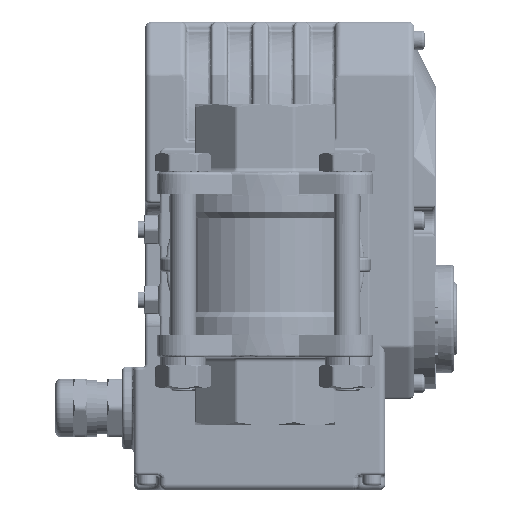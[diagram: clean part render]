
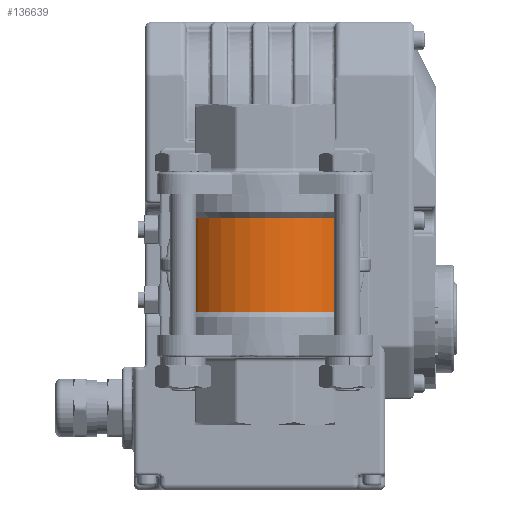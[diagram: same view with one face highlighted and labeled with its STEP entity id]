
A CAD part, front view. The second image highlights one B-rep face of the part: STEP entity #136639.
In plain terms, the highlighted cylindrical face has radius 30.85 mm (diameter 61.7 mm), a partial arc.
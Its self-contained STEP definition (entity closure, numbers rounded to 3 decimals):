
#14348 = CIRCLE ( 'NONE', #95340, 30.85 ) ;
#14891 = CARTESIAN_POINT ( 'NONE',  ( -30.097, -6.773, -23.5 ) ) ;
#16877 = EDGE_CURVE ( 'NONE', #194015, #181790, #23010, .T. ) ;
#20688 = AXIS2_PLACEMENT_3D ( 'NONE', #186939, #109884, #91296 ) ;
#23010 = CIRCLE ( 'NONE', #48928, 30.85 ) ;
#38284 = EDGE_CURVE ( 'NONE', #98975, #194015, #134265, .T. ) ;
#48928 = AXIS2_PLACEMENT_3D ( 'NONE', #210595, #94646, #230017 ) ;
#55404 = CARTESIAN_POINT ( 'NONE',  ( 30.097, -6.773, -16.15 ) ) ;
#63943 = DIRECTION ( 'NONE',  ( 0., 0., 1. ) ) ;
#86524 = CARTESIAN_POINT ( 'NONE',  ( 30.097, -6.773, 16.15 ) ) ;
#87999 = ORIENTED_EDGE ( 'NONE', *, *, #118122, .F. ) ;
#91296 = DIRECTION ( 'NONE',  ( 1., 0., 0. ) ) ;
#94646 = DIRECTION ( 'NONE',  ( 0., 0., -1. ) ) ;
#95340 = AXIS2_PLACEMENT_3D ( 'NONE', #100777, #236218, #120249 ) ;
#95966 = DIRECTION ( 'NONE',  ( 0., 0., 1. ) ) ;
#98975 = VERTEX_POINT ( 'NONE', #55404 ) ;
#100777 = CARTESIAN_POINT ( 'NONE',  ( 0., 0., -16.15 ) ) ;
#109728 = EDGE_CURVE ( 'NONE', #241383, #98975, #14348, .T. ) ;
#109884 = DIRECTION ( 'NONE',  ( 0., 0., 1. ) ) ;
#118122 = EDGE_CURVE ( 'NONE', #241383, #181790, #127179, .T. ) ;
#120249 = DIRECTION ( 'NONE',  ( -1., 0., 0. ) ) ;
#127179 = LINE ( 'NONE', #14891, #172594 ) ;
#134265 = LINE ( 'NONE', #179998, #237270 ) ;
#136639 = ADVANCED_FACE ( 'NONE', ( #207850 ), #138160, .T. ) ;
#138160 = CYLINDRICAL_SURFACE ( 'NONE', #20688, 30.85 ) ;
#172594 = VECTOR ( 'NONE', #95966, 1000. ) ;
#179998 = CARTESIAN_POINT ( 'NONE',  ( 30.097, -6.773, -23.5 ) ) ;
#181790 = VERTEX_POINT ( 'NONE', #190062 ) ;
#186939 = CARTESIAN_POINT ( 'NONE',  ( 0., 0., -23.5 ) ) ;
#190062 = CARTESIAN_POINT ( 'NONE',  ( -30.097, -6.773, 16.15 ) ) ;
#194015 = VERTEX_POINT ( 'NONE', #86524 ) ;
#207850 = FACE_OUTER_BOUND ( 'NONE', #242112, .T. ) ;
#210595 = CARTESIAN_POINT ( 'NONE',  ( 0., 0., 16.15 ) ) ;
#213083 = ORIENTED_EDGE ( 'NONE', *, *, #109728, .T. ) ;
#230017 = DIRECTION ( 'NONE',  ( 1., 0., 0. ) ) ;
#236218 = DIRECTION ( 'NONE',  ( 0., 0., 1. ) ) ;
#237270 = VECTOR ( 'NONE', #63943, 1000. ) ;
#240243 = CARTESIAN_POINT ( 'NONE',  ( -30.097, -6.773, -16.15 ) ) ;
#241383 = VERTEX_POINT ( 'NONE', #240243 ) ;
#242112 = EDGE_LOOP ( 'NONE', ( #87999, #213083, #244255, #249743 ) ) ;
#244255 = ORIENTED_EDGE ( 'NONE', *, *, #38284, .T. ) ;
#249743 = ORIENTED_EDGE ( 'NONE', *, *, #16877, .T. ) ;
